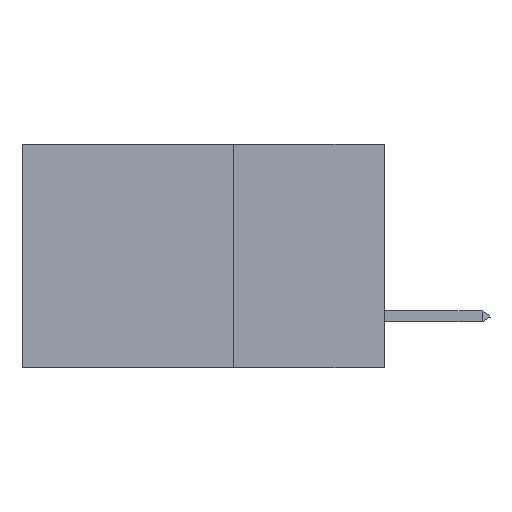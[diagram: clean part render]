
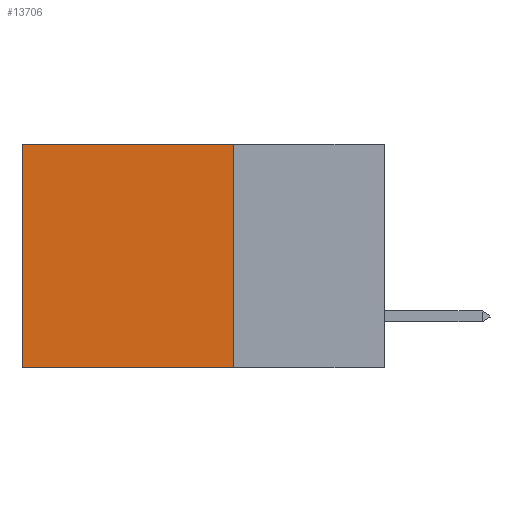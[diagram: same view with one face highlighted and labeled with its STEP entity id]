
A CAD part, left-side view. The second image highlights one B-rep face of the part: STEP entity #13706.
In plain terms, the highlighted planar face has unit normal (-1, 0, 0).
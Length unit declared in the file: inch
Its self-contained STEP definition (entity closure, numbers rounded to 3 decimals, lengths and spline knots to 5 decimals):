
#352 = VECTOR ( 'NONE', #42259, 39.37008 ) ;
#839 = LINE ( 'NONE', #1850, #9870 ) ;
#877 = CARTESIAN_POINT ( 'NONE',  ( 0.2875, 0.6, 0. ) ) ;
#1431 = EDGE_CURVE ( 'NONE', #17971, #37015, #839, .T. ) ;
#1850 = CARTESIAN_POINT ( 'NONE',  ( 0.2875, 0.25, 0. ) ) ;
#2610 = CARTESIAN_POINT ( 'NONE',  ( 0.2875, 0.25, 0. ) ) ;
#3710 = EDGE_LOOP ( 'NONE', ( #37526, #29651, #42450, #26997 ) ) ;
#7047 = AXIS2_PLACEMENT_3D ( 'NONE', #2610, #23246, #27438 ) ;
#8060 = LINE ( 'NONE', #9238, #11423 ) ;
#8731 = LINE ( 'NONE', #32864, #45350 ) ;
#9035 = DIRECTION ( 'NONE',  ( 0., 1., 0. ) ) ;
#9238 = CARTESIAN_POINT ( 'NONE',  ( 0.2875, 0.25, 0. ) ) ;
#9559 = VERTEX_POINT ( 'NONE', #29277 ) ;
#9870 = VECTOR ( 'NONE', #9035, 39.37008 ) ;
#11423 = VECTOR ( 'NONE', #27046, 39.37008 ) ;
#12923 = PLANE ( 'NONE',  #7047 ) ;
#13706 = ADVANCED_FACE ( 'NONE', ( #34969 ), #12923, .F. ) ;
#17169 = CARTESIAN_POINT ( 'NONE',  ( 0.2875, 0.25, -0.37 ) ) ;
#17971 = VERTEX_POINT ( 'NONE', #38991 ) ;
#17974 = DIRECTION ( 'NONE',  ( 0., 0., -1. ) ) ;
#23246 = DIRECTION ( 'NONE',  ( 1., 0., 0. ) ) ;
#24653 = VERTEX_POINT ( 'NONE', #17169 ) ;
#25927 = EDGE_CURVE ( 'NONE', #17971, #24653, #8060, .T. ) ;
#26997 = ORIENTED_EDGE ( 'NONE', *, *, #1431, .T. ) ;
#27046 = DIRECTION ( 'NONE',  ( 0., 0., -1. ) ) ;
#27438 = DIRECTION ( 'NONE',  ( 0., 0., -1. ) ) ;
#29277 = CARTESIAN_POINT ( 'NONE',  ( 0.2875, 0.6, -0.37 ) ) ;
#29651 = ORIENTED_EDGE ( 'NONE', *, *, #35705, .F. ) ;
#29821 = LINE ( 'NONE', #31607, #352 ) ;
#31607 = CARTESIAN_POINT ( 'NONE',  ( 0.2875, 0.25, -0.37 ) ) ;
#32864 = CARTESIAN_POINT ( 'NONE',  ( 0.2875, 0.6, 0. ) ) ;
#34969 = FACE_OUTER_BOUND ( 'NONE', #3710, .T. ) ;
#35705 = EDGE_CURVE ( 'NONE', #24653, #9559, #29821, .T. ) ;
#35770 = EDGE_CURVE ( 'NONE', #37015, #9559, #8731, .T. ) ;
#37015 = VERTEX_POINT ( 'NONE', #877 ) ;
#37526 = ORIENTED_EDGE ( 'NONE', *, *, #35770, .T. ) ;
#38991 = CARTESIAN_POINT ( 'NONE',  ( 0.2875, 0.25, 0. ) ) ;
#42259 = DIRECTION ( 'NONE',  ( 0., 1., 0. ) ) ;
#42450 = ORIENTED_EDGE ( 'NONE', *, *, #25927, .F. ) ;
#45350 = VECTOR ( 'NONE', #17974, 39.37008 ) ;
